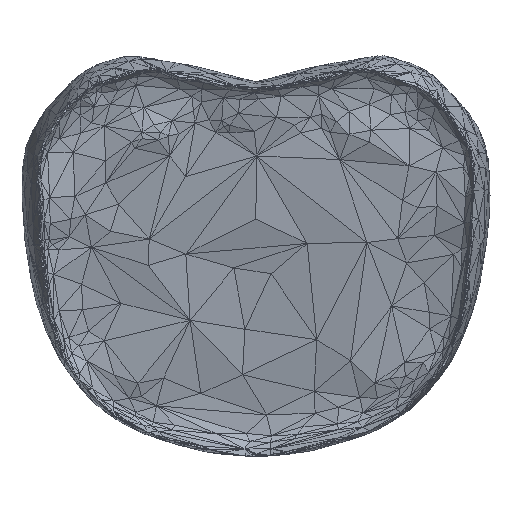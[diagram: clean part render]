
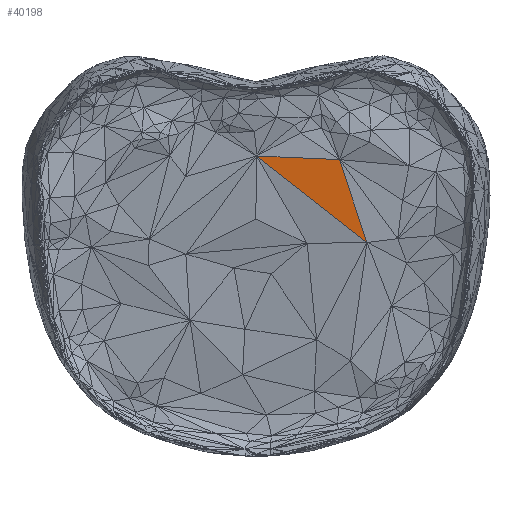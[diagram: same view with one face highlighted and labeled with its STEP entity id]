
A CAD part, top view. The second image highlights one B-rep face of the part: STEP entity #40198.
In plain terms, the highlighted planar face has unit normal (0.019, -0.137, 0.99).
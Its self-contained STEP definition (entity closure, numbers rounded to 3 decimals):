
#2214=FACE_OUTER_BOUND('',#5668,.T.);
#5668=EDGE_LOOP('',(#30780,#30781,#30782));
#10281=LINE('',#63723,#15462);
#10287=LINE('',#63736,#15468);
#10288=LINE('',#63737,#15469);
#15462=VECTOR('',#52673,8.411);
#15468=VECTOR('',#52687,13.441);
#15469=VECTOR('',#52688,7.908);
#18137=VERTEX_POINT('',#61823);
#18157=VERTEX_POINT('',#61941);
#18443=VERTEX_POINT('',#63735);
#22360=EDGE_CURVE('',#18157,#18137,#10281,.T.);
#22366=EDGE_CURVE('',#18157,#18443,#10287,.T.);
#22367=EDGE_CURVE('',#18443,#18137,#10288,.T.);
#30780=ORIENTED_EDGE('',*,*,#22366,.F.);
#30781=ORIENTED_EDGE('',*,*,#22360,.T.);
#30782=ORIENTED_EDGE('',*,*,#22367,.F.);
#36744=PLANE('',#43666);
#40198=ADVANCED_FACE('',(#2214),#36744,.F.);
#43666=AXIS2_PLACEMENT_3D('',#63734,#52685,#52686);
#52673=DIRECTION('',(-0.312,0.94,0.136));
#52685=DIRECTION('center_axis',(-0.019,0.137,-0.99));
#52686=DIRECTION('ref_axis',(-1.,0.,0.019));
#52687=DIRECTION('',(-0.783,0.614,0.1));
#52688=DIRECTION('',(0.999,-0.043,-0.025));
#61823=CARTESIAN_POINT('',(7.332,-84.508,977.573));
#61941=CARTESIAN_POINT('',(9.96,-92.416,976.431));
#63723=CARTESIAN_POINT('',(9.96,-92.416,976.431));
#63734=CARTESIAN_POINT('Origin',(18.527,-133.994,970.527));
#63735=CARTESIAN_POINT('',(-0.566,-84.166,977.771));
#63736=CARTESIAN_POINT('',(9.96,-92.416,976.431));
#63737=CARTESIAN_POINT('',(-0.566,-84.166,977.771));
